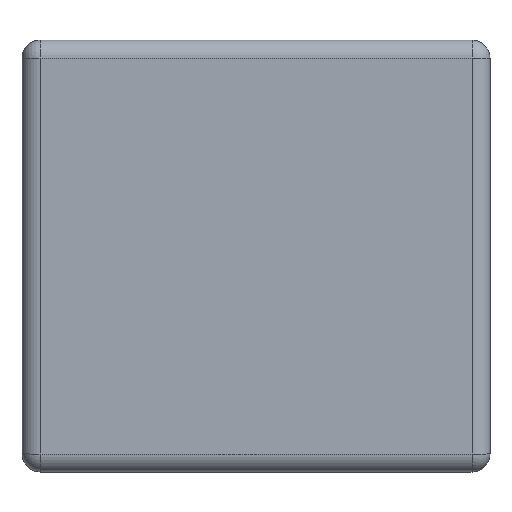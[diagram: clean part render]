
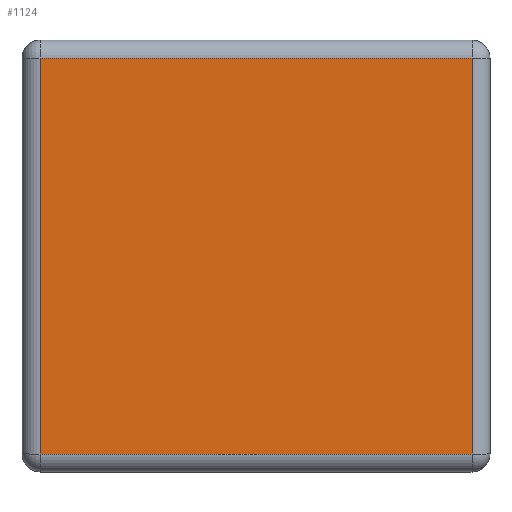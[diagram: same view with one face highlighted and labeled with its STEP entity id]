
A CAD part, left-side view. The second image highlights one B-rep face of the part: STEP entity #1124.
In plain terms, the highlighted planar face has unit normal (-1, 0, 0).
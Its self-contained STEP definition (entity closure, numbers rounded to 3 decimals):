
#42 = AXIS2_PLACEMENT_3D ( 'NONE', #1134, #685, #1121 ) ;
#74 = CARTESIAN_POINT ( 'NONE',  ( -1., 1.3, -0.55 ) ) ;
#185 = DIRECTION ( 'NONE',  ( 0., 1., 0. ) ) ;
#207 = VECTOR ( 'NONE', #809, 1000. ) ;
#235 = EDGE_CURVE ( 'NONE', #680, #536, #632, .T. ) ;
#236 = LINE ( 'NONE', #443, #207 ) ;
#286 = VERTEX_POINT ( 'NONE', #792 ) ;
#310 = VECTOR ( 'NONE', #185, 1000. ) ;
#318 = EDGE_CURVE ( 'NONE', #719, #680, #236, .T. ) ;
#327 = VECTOR ( 'NONE', #714, 1000. ) ;
#346 = LINE ( 'NONE', #717, #1109 ) ;
#359 = CARTESIAN_POINT ( 'NONE',  ( -1., 0.05, -0.55 ) ) ;
#392 = CARTESIAN_POINT ( 'NONE',  ( -1., 1.25, -0.55 ) ) ;
#400 = PLANE ( 'NONE',  #42 ) ;
#443 = CARTESIAN_POINT ( 'NONE',  ( -1., 1.25, 0.6 ) ) ;
#464 = ORIENTED_EDGE ( 'NONE', *, *, #235, .T. ) ;
#536 = VERTEX_POINT ( 'NONE', #359 ) ;
#632 = LINE ( 'NONE', #74, #327 ) ;
#680 = VERTEX_POINT ( 'NONE', #392 ) ;
#685 = DIRECTION ( 'NONE',  ( 1., 0., 0. ) ) ;
#700 = CARTESIAN_POINT ( 'NONE',  ( -1., 1.25, 0.55 ) ) ;
#714 = DIRECTION ( 'NONE',  ( 0., -1., 0. ) ) ;
#717 = CARTESIAN_POINT ( 'NONE',  ( -1., 0.05, 0.6 ) ) ;
#719 = VERTEX_POINT ( 'NONE', #700 ) ;
#729 = EDGE_LOOP ( 'NONE', ( #1130, #1112, #464, #864 ) ) ;
#792 = CARTESIAN_POINT ( 'NONE',  ( -1., 0.05, 0.55 ) ) ;
#809 = DIRECTION ( 'NONE',  ( 0., 0., -1. ) ) ;
#864 = ORIENTED_EDGE ( 'NONE', *, *, #866, .T. ) ;
#866 = EDGE_CURVE ( 'NONE', #536, #286, #346, .T. ) ;
#983 = EDGE_CURVE ( 'NONE', #286, #719, #1102, .T. ) ;
#1061 = FACE_OUTER_BOUND ( 'NONE', #729, .T. ) ;
#1072 = DIRECTION ( 'NONE',  ( 0., 0., 1. ) ) ;
#1102 = LINE ( 'NONE', #1177, #310 ) ;
#1109 = VECTOR ( 'NONE', #1072, 1000. ) ;
#1112 = ORIENTED_EDGE ( 'NONE', *, *, #318, .T. ) ;
#1121 = DIRECTION ( 'NONE',  ( 0., 0., -1. ) ) ;
#1124 = ADVANCED_FACE ( 'NONE', ( #1061 ), #400, .F. ) ;
#1130 = ORIENTED_EDGE ( 'NONE', *, *, #983, .T. ) ;
#1134 = CARTESIAN_POINT ( 'NONE',  ( -1., 1.3, 0.6 ) ) ;
#1177 = CARTESIAN_POINT ( 'NONE',  ( -1., 1.3, 0.55 ) ) ;
